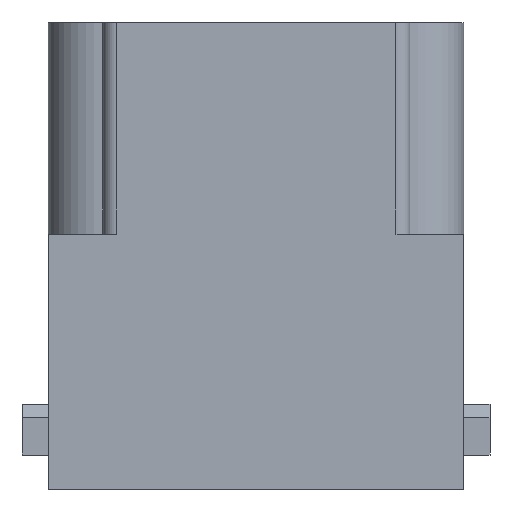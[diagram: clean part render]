
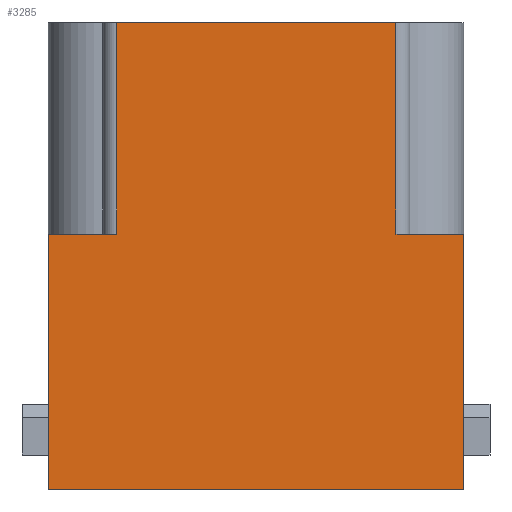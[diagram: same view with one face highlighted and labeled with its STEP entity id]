
A CAD part, left-side view. The second image highlights one B-rep face of the part: STEP entity #3285.
In plain terms, the highlighted face is planar.
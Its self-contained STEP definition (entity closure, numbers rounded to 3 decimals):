
#633=VERTEX_POINT('',#5380);
#634=VERTEX_POINT('',#5382);
#645=VERTEX_POINT('',#5415);
#646=VERTEX_POINT('',#5417);
#671=VERTEX_POINT('',#5507);
#681=VERTEX_POINT('',#5541);
#682=VERTEX_POINT('',#5542);
#688=VERTEX_POINT('',#5559);
#872=VECTOR('',#4225,1.);
#883=VECTOR('',#4257,1.);
#905=VECTOR('',#4326,1.);
#916=VECTOR('',#4359,1.);
#922=VECTOR('',#4374,1.);
#927=VECTOR('',#4390,1.);
#942=VECTOR('',#4441,1.);
#954=VECTOR('',#4534,1.);
#1120=LINE('',#5381,#872);
#1131=LINE('',#5416,#883);
#1153=LINE('',#5506,#905);
#1164=LINE('',#5540,#916);
#1170=LINE('',#5558,#922);
#1175=LINE('',#5572,#927);
#1190=LINE('',#5616,#942);
#1202=LINE('',#5690,#954);
#1485=EDGE_CURVE('',#634,#633,#1120,.T.);
#1504=EDGE_CURVE('',#645,#646,#1131,.T.);
#1541=EDGE_CURVE('',#645,#671,#1153,.T.);
#1561=EDGE_CURVE('',#681,#682,#1164,.T.);
#1572=EDGE_CURVE('',#688,#634,#1170,.T.);
#1580=EDGE_CURVE('',#681,#688,#1175,.T.);
#1604=EDGE_CURVE('',#682,#671,#1190,.T.);
#1644=EDGE_CURVE('',#633,#646,#1202,.T.);
#2358=ORIENTED_EDGE('',*,*,#1604,.F.);
#2359=ORIENTED_EDGE('',*,*,#1561,.F.);
#2360=ORIENTED_EDGE('',*,*,#1580,.T.);
#2361=ORIENTED_EDGE('',*,*,#1572,.T.);
#2362=ORIENTED_EDGE('',*,*,#1485,.T.);
#2363=ORIENTED_EDGE('',*,*,#1644,.T.);
#2364=ORIENTED_EDGE('',*,*,#1504,.F.);
#2365=ORIENTED_EDGE('',*,*,#1541,.T.);
#2866=EDGE_LOOP('',(#2358,#2359,#2360,#2361,#2362,#2363,#2364,#2365));
#3097=FACE_BOUND('',#2866,.T.);
#3285=ADVANCED_FACE('',(#3097),#5937,.T.);
#3666=AXIS2_PLACEMENT_3D('',#5711,#4560,$);
#4225=DIRECTION('',(0.,-1.,0.));
#4257=DIRECTION('',(0.,-1.,0.));
#4326=DIRECTION('',(0.,0.,1.));
#4359=DIRECTION('',(0.,0.,-1.));
#4374=DIRECTION('',(0.,0.,1.));
#4390=DIRECTION('',(0.,-1.,0.));
#4441=DIRECTION('',(0.,-1.,0.));
#4534=DIRECTION('',(0.,0.,-1.));
#4560=DIRECTION('',(1.,0.,0.));
#5380=CARTESIAN_POINT('',(7.3,-17.6,15.15));
#5381=CARTESIAN_POINT('',(7.3,1.,15.15));
#5382=CARTESIAN_POINT('',(7.3,1.,15.15));
#5415=CARTESIAN_POINT('',(7.3,1.,-15.15));
#5416=CARTESIAN_POINT('',(7.3,1.,-15.15));
#5417=CARTESIAN_POINT('',(7.3,-17.6,-15.15));
#5506=CARTESIAN_POINT('',(7.3,1.,-15.15));
#5507=CARTESIAN_POINT('',(7.3,1.,-10.2));
#5540=CARTESIAN_POINT('',(7.3,16.4,10.15));
#5541=CARTESIAN_POINT('',(7.3,16.4,10.15));
#5542=CARTESIAN_POINT('',(7.3,16.4,-10.2));
#5558=CARTESIAN_POINT('',(7.3,1.,10.15));
#5559=CARTESIAN_POINT('',(7.3,1.,10.15));
#5572=CARTESIAN_POINT('',(7.3,16.4,10.15));
#5616=CARTESIAN_POINT('',(7.3,16.4,-10.2));
#5690=CARTESIAN_POINT('',(7.3,-17.6,15.15));
#5711=CARTESIAN_POINT('',(7.3,-0.8,0.));
#5937=PLANE('',#3666);
